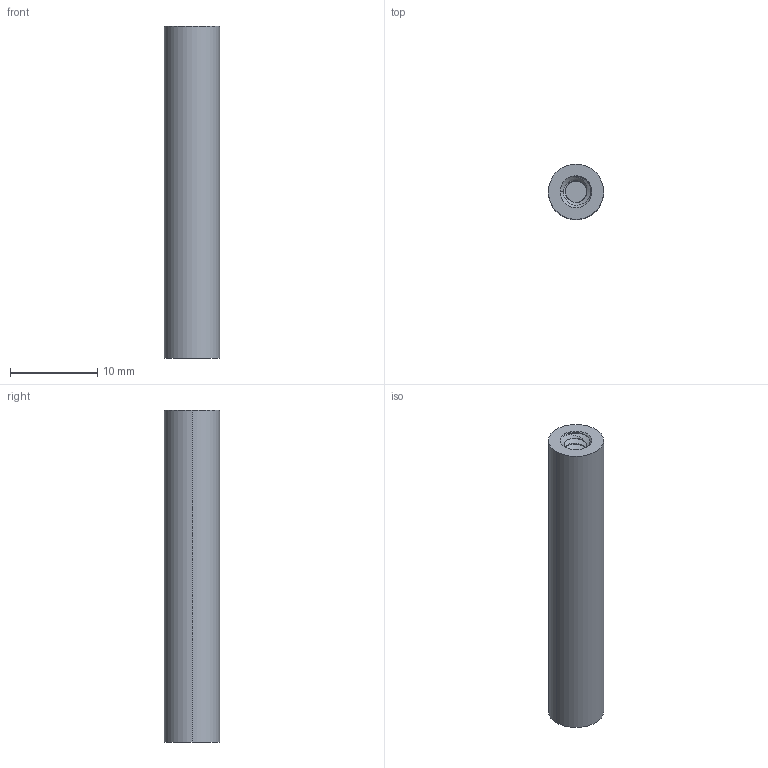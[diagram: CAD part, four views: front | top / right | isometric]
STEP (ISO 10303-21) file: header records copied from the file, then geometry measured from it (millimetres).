
FILE_DESCRIPTION (( 'STEP AP214' ), '1' );
FILE_NAME ('93330A472_Female Threaded Round Standoff.STEP', '2022-09-16T18:14:18', ( '' ), ( '' ), 'SwSTEP 2.0', 'SolidWorks 2022', '' );
FILE_SCHEMA (( 'AUTOMOTIVE_DESIGN' ));
Length unit declared in the file: inch
Products named in the file (1): 93330A472_Female Threaded Round Standoff
Bounding box: 6.35 x 6.35 x 38.1 mm (x, y, z)
Volume: 1068.8 mm3; surface area: 1129.4 mm2
Topology: 1 solids, 1 shells, 66 faces, 186 edges, 124 vertices
Faces by surface type: cylinder 52, bspline 6, cone 4, plane 4
Entity records: 6156 total; most frequent: CARTESIAN_POINT 4759, ORIENTED_EDGE 372, DIRECTION 200, EDGE_CURVE 186, VERTEX_POINT 124, AXIS2_PLACEMENT_3D 73, EDGE_LOOP 68, ADVANCED_FACE 66
